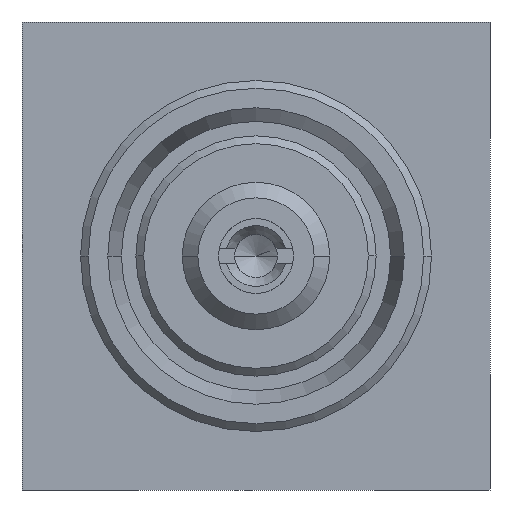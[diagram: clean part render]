
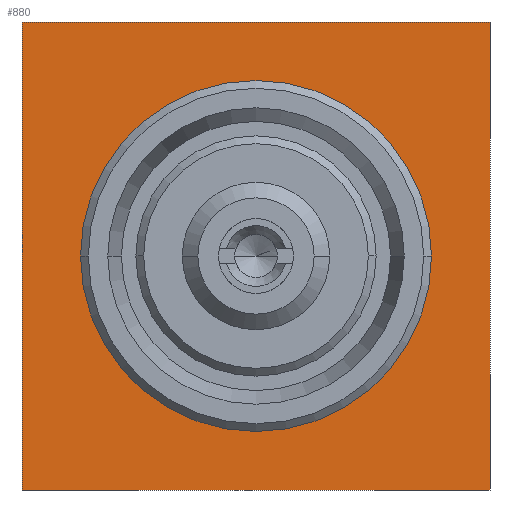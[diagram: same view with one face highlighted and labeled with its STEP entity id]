
A CAD part, left-side view. The second image highlights one B-rep face of the part: STEP entity #880.
In plain terms, the highlighted planar face has unit normal (-1, 0, 0).
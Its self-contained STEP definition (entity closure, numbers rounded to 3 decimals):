
#116=CARTESIAN_POINT('',(0.39,0.,0.));
#117=DIRECTION('',(1.,0.,0.));
#118=DIRECTION('',(0.,1.,0.));
#119=AXIS2_PLACEMENT_3D('',#116,#117,#118);
#130=CARTESIAN_POINT('',(0.39,0.,0.));
#131=DIRECTION('',(-1.,0.,0.));
#132=DIRECTION('',(0.,1.,0.));
#133=AXIS2_PLACEMENT_3D('',#130,#131,#132);
#139=DIRECTION('',(0.,0.,-1.));
#140=VECTOR('',#139,6.);
#141=CARTESIAN_POINT('',(0.39,-3.,3.));
#142=LINE('',#141,#140);
#143=DIRECTION('',(0.,1.,0.));
#144=VECTOR('',#143,6.);
#145=CARTESIAN_POINT('',(0.39,-3.,-3.));
#146=LINE('',#145,#144);
#147=DIRECTION('',(0.,0.,1.));
#148=VECTOR('',#147,6.);
#149=CARTESIAN_POINT('',(0.39,3.,-3.));
#150=LINE('',#149,#148);
#151=DIRECTION('',(0.,-1.,0.));
#152=VECTOR('',#151,6.);
#153=CARTESIAN_POINT('',(0.39,3.,3.));
#154=LINE('',#153,#152);
#527=CARTESIAN_POINT('',(0.39,2.25,0.));
#528=CARTESIAN_POINT('',(0.39,-2.25,0.));
#529=VERTEX_POINT('',#527);
#530=VERTEX_POINT('',#528);
#531=CARTESIAN_POINT('',(0.39,-3.,3.));
#532=CARTESIAN_POINT('',(0.39,-3.,-3.));
#533=VERTEX_POINT('',#531);
#534=VERTEX_POINT('',#532);
#535=CARTESIAN_POINT('',(0.39,3.,-3.));
#536=VERTEX_POINT('',#535);
#537=CARTESIAN_POINT('',(0.39,3.,3.));
#538=VERTEX_POINT('',#537);
#861=CARTESIAN_POINT('',(0.39,0.,0.));
#862=DIRECTION('',(1.,0.,0.));
#863=DIRECTION('',(0.,-1.,0.));
#864=AXIS2_PLACEMENT_3D('',#861,#862,#863);
#865=PLANE('',#864);
#867=ORIENTED_EDGE('',*,*,#866,.T.);
#869=ORIENTED_EDGE('',*,*,#868,.T.);
#871=ORIENTED_EDGE('',*,*,#870,.T.);
#873=ORIENTED_EDGE('',*,*,#872,.T.);
#874=EDGE_LOOP('',(#867,#869,#871,#873));
#875=FACE_OUTER_BOUND('',#874,.F.);
#876=ORIENTED_EDGE('',*,*,#841,.F.);
#877=ORIENTED_EDGE('',*,*,#855,.T.);
#878=EDGE_LOOP('',(#876,#877));
#879=FACE_BOUND('',#878,.F.);
#120=CIRCLE('',#119,2.25);
#134=CIRCLE('',#133,2.25);
#841=EDGE_CURVE('',#529,#530,#120,.T.);
#855=EDGE_CURVE('',#529,#530,#134,.T.);
#866=EDGE_CURVE('',#533,#534,#142,.T.);
#868=EDGE_CURVE('',#534,#536,#146,.T.);
#870=EDGE_CURVE('',#536,#538,#150,.T.);
#872=EDGE_CURVE('',#538,#533,#154,.T.);
#880=ADVANCED_FACE('',(#875,#879),#865,.F.);
